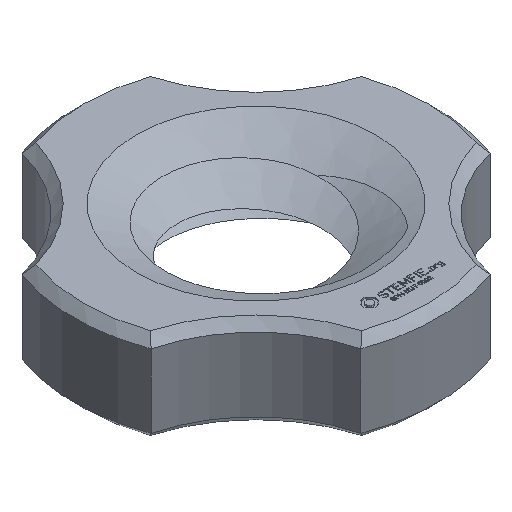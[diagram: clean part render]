
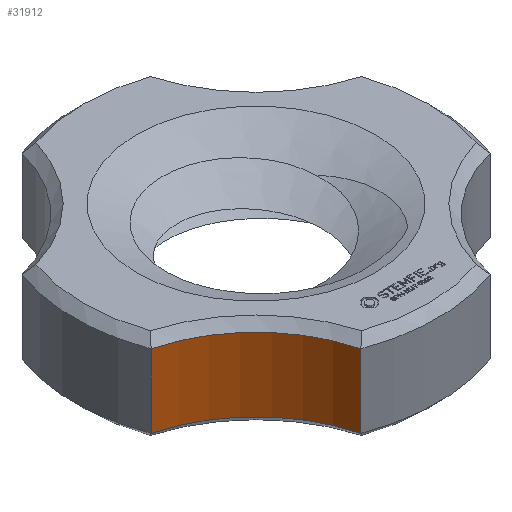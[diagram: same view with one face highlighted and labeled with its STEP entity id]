
A CAD part, isometric view. The second image highlights one B-rep face of the part: STEP entity #31912.
In plain terms, the highlighted cylindrical face has radius 5 mm (diameter 10 mm), a partial arc.
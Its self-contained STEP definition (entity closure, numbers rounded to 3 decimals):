
#671 = CYLINDRICAL_SURFACE('',#672,6.25);
#672 = AXIS2_PLACEMENT_3D('',#673,#674,#675);
#673 = CARTESIAN_POINT('',(0.,0.,0.));
#674 = DIRECTION('',(0.,0.,1.));
#675 = DIRECTION('',(-1.,0.,0.));
#1019 = CONICAL_SURFACE('',#1020,5.15,0.785);
#1020 = AXIS2_PLACEMENT_3D('',#1021,#1022,#1023);
#1021 = CARTESIAN_POINT('',(-7.071,-7.071,2.975));
#1022 = DIRECTION('',(0.,0.,1.));
#1023 = DIRECTION('',(1.,0.,-0.));
#11749 = CYLINDRICAL_SURFACE('',#11750,6.25);
#11750 = AXIS2_PLACEMENT_3D('',#11751,#11752,#11753);
#11751 = CARTESIAN_POINT('',(0.,0.,0.));
#11752 = DIRECTION('',(0.,0.,1.));
#11753 = DIRECTION('',(1.,0.,-0.));
#12054 = CONICAL_SURFACE('',#12055,5.15,0.785);
#12055 = AXIS2_PLACEMENT_3D('',#12056,#12057,#12058);
#12056 = CARTESIAN_POINT('',(-7.071,-7.071,0.15));
#12057 = DIRECTION('',(0.,0.,-1.));
#12058 = DIRECTION('',(1.,0.,0.));
#12159 = VERTEX_POINT('',#12160);
#12160 = CARTESIAN_POINT('',(-5.841,-2.225,0.3));
#12182 = EDGE_CURVE('',#12159,#12183,#12185,.T.);
#12183 = VERTEX_POINT('',#12184);
#12184 = CARTESIAN_POINT('',(-5.841,-2.225,2.825));
#12185 = SURFACE_CURVE('',#12186,(#12190,#12197),.PCURVE_S1.);
#12186 = LINE('',#12187,#12188);
#12187 = CARTESIAN_POINT('',(-5.841,-2.225,0.3));
#12188 = VECTOR('',#12189,1.);
#12189 = DIRECTION('',(0.,0.,1.));
#12190 = PCURVE('',#671,#12191);
#12191 = DEFINITIONAL_REPRESENTATION('',(#12192),#12196);
#12192 = LINE('',#12193,#12194);
#12193 = CARTESIAN_POINT('',(6.647,0.3));
#12194 = VECTOR('',#12195,1.);
#12195 = DIRECTION('',(0.,1.));
#12196 = ( GEOMETRIC_REPRESENTATION_CONTEXT(2) 
PARAMETRIC_REPRESENTATION_CONTEXT() REPRESENTATION_CONTEXT('2D SPACE',''
  ) );
#12197 = PCURVE('',#12198,#12203);
#12198 = CYLINDRICAL_SURFACE('',#12199,5.);
#12199 = AXIS2_PLACEMENT_3D('',#12200,#12201,#12202);
#12200 = CARTESIAN_POINT('',(-7.071,-7.071,0.));
#12201 = DIRECTION('',(0.,0.,1.));
#12202 = DIRECTION('',(1.,0.,-0.));
#12203 = DEFINITIONAL_REPRESENTATION('',(#12204),#12208);
#12204 = LINE('',#12205,#12206);
#12205 = CARTESIAN_POINT('',(1.322,0.3));
#12206 = VECTOR('',#12207,1.);
#12207 = DIRECTION('',(0.,1.));
#12208 = ( GEOMETRIC_REPRESENTATION_CONTEXT(2) 
PARAMETRIC_REPRESENTATION_CONTEXT() REPRESENTATION_CONTEXT('2D SPACE',''
  ) );
#12523 = VERTEX_POINT('',#12524);
#12524 = CARTESIAN_POINT('',(-2.225,-5.841,2.825));
#12590 = EDGE_CURVE('',#12183,#12523,#12591,.T.);
#12591 = SURFACE_CURVE('',#12592,(#12597,#12604),.PCURVE_S1.);
#12592 = CIRCLE('',#12593,5.);
#12593 = AXIS2_PLACEMENT_3D('',#12594,#12595,#12596);
#12594 = CARTESIAN_POINT('',(-7.071,-7.071,2.825));
#12595 = DIRECTION('',(0.,0.,-1.));
#12596 = DIRECTION('',(1.,0.,0.));
#12597 = PCURVE('',#1019,#12598);
#12598 = DEFINITIONAL_REPRESENTATION('',(#12599),#12603);
#12599 = LINE('',#12600,#12601);
#12600 = CARTESIAN_POINT('',(6.283,-0.15));
#12601 = VECTOR('',#12602,1.);
#12602 = DIRECTION('',(-1.,0.));
#12603 = ( GEOMETRIC_REPRESENTATION_CONTEXT(2) 
PARAMETRIC_REPRESENTATION_CONTEXT() REPRESENTATION_CONTEXT('2D SPACE',''
  ) );
#12604 = PCURVE('',#12198,#12605);
#12605 = DEFINITIONAL_REPRESENTATION('',(#12606),#12609);
#12606 = B_SPLINE_CURVE_WITH_KNOTS('',1,(#12607,#12608),.UNSPECIFIED.,
  .F.,.F.,(2,2),(4.961,6.035),
  .PIECEWISE_BEZIER_KNOTS.);
#12607 = CARTESIAN_POINT('',(1.322,2.825));
#12608 = CARTESIAN_POINT('',(0.249,2.825));
#12609 = ( GEOMETRIC_REPRESENTATION_CONTEXT(2) 
PARAMETRIC_REPRESENTATION_CONTEXT() REPRESENTATION_CONTEXT('2D SPACE',''
  ) );
#30775 = EDGE_CURVE('',#12523,#30776,#30778,.T.);
#30776 = VERTEX_POINT('',#30777);
#30777 = CARTESIAN_POINT('',(-2.225,-5.841,0.3));
#30778 = SURFACE_CURVE('',#30779,(#30783,#30790),.PCURVE_S1.);
#30779 = LINE('',#30780,#30781);
#30780 = CARTESIAN_POINT('',(-2.225,-5.841,2.825));
#30781 = VECTOR('',#30782,1.);
#30782 = DIRECTION('',(0.,0.,-1.));
#30783 = PCURVE('',#11749,#30784);
#30784 = DEFINITIONAL_REPRESENTATION('',(#30785),#30789);
#30785 = LINE('',#30786,#30787);
#30786 = CARTESIAN_POINT('',(4.348,2.825));
#30787 = VECTOR('',#30788,1.);
#30788 = DIRECTION('',(0.,-1.));
#30789 = ( GEOMETRIC_REPRESENTATION_CONTEXT(2) 
PARAMETRIC_REPRESENTATION_CONTEXT() REPRESENTATION_CONTEXT('2D SPACE',''
  ) );
#30790 = PCURVE('',#12198,#30791);
#30791 = DEFINITIONAL_REPRESENTATION('',(#30792),#30796);
#30792 = LINE('',#30793,#30794);
#30793 = CARTESIAN_POINT('',(0.249,2.825));
#30794 = VECTOR('',#30795,1.);
#30795 = DIRECTION('',(-0.,-1.));
#30796 = ( GEOMETRIC_REPRESENTATION_CONTEXT(2) 
PARAMETRIC_REPRESENTATION_CONTEXT() REPRESENTATION_CONTEXT('2D SPACE',''
  ) );
#31033 = EDGE_CURVE('',#30776,#12159,#31034,.T.);
#31034 = SURFACE_CURVE('',#31035,(#31040,#31047),.PCURVE_S1.);
#31035 = CIRCLE('',#31036,5.);
#31036 = AXIS2_PLACEMENT_3D('',#31037,#31038,#31039);
#31037 = CARTESIAN_POINT('',(-7.071,-7.071,0.3));
#31038 = DIRECTION('',(0.,0.,1.));
#31039 = DIRECTION('',(1.,0.,-0.));
#31040 = PCURVE('',#12054,#31041);
#31041 = DEFINITIONAL_REPRESENTATION('',(#31042),#31046);
#31042 = LINE('',#31043,#31044);
#31043 = CARTESIAN_POINT('',(6.283,-0.15));
#31044 = VECTOR('',#31045,1.);
#31045 = DIRECTION('',(-1.,0.));
#31046 = ( GEOMETRIC_REPRESENTATION_CONTEXT(2) 
PARAMETRIC_REPRESENTATION_CONTEXT() REPRESENTATION_CONTEXT('2D SPACE',''
  ) );
#31047 = PCURVE('',#12198,#31048);
#31048 = DEFINITIONAL_REPRESENTATION('',(#31049),#31052);
#31049 = B_SPLINE_CURVE_WITH_KNOTS('',1,(#31050,#31051),.UNSPECIFIED.,
  .F.,.F.,(2,2),(0.249,1.322),
  .PIECEWISE_BEZIER_KNOTS.);
#31050 = CARTESIAN_POINT('',(0.249,0.3));
#31051 = CARTESIAN_POINT('',(1.322,0.3));
#31052 = ( GEOMETRIC_REPRESENTATION_CONTEXT(2) 
PARAMETRIC_REPRESENTATION_CONTEXT() REPRESENTATION_CONTEXT('2D SPACE',''
  ) );
#31912 = ADVANCED_FACE('',(#31913),#12198,.F.);
#31913 = FACE_BOUND('',#31914,.F.);
#31914 = EDGE_LOOP('',(#31915,#31916,#31917,#31918));
#31915 = ORIENTED_EDGE('',*,*,#30775,.T.);
#31916 = ORIENTED_EDGE('',*,*,#31033,.T.);
#31917 = ORIENTED_EDGE('',*,*,#12182,.T.);
#31918 = ORIENTED_EDGE('',*,*,#12590,.T.);
